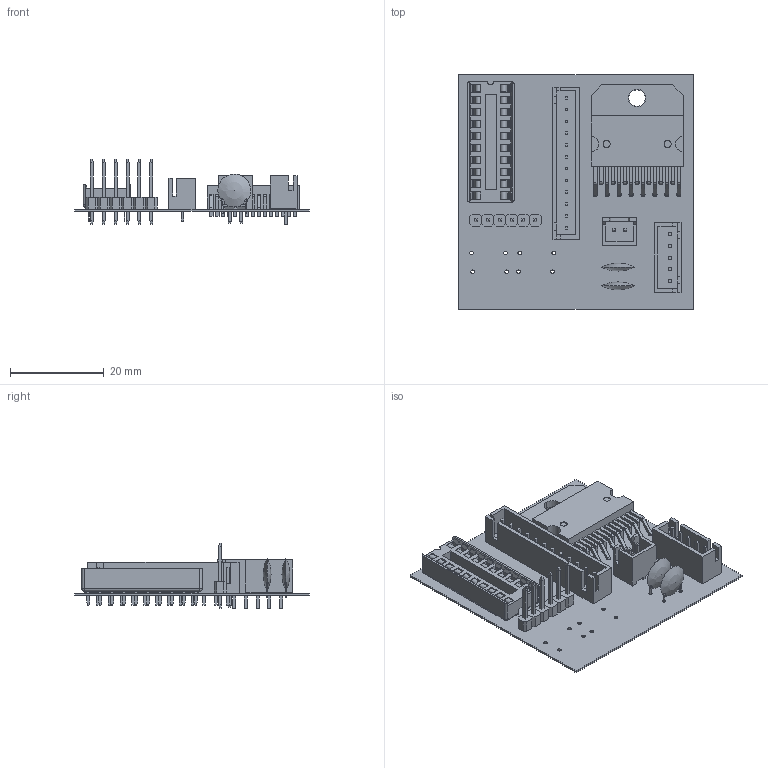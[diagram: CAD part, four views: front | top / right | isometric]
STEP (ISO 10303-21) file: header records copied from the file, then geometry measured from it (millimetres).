
FILE_DESCRIPTION(('Open CASCADE Model'),'2;1');
FILE_NAME('Open CASCADE Shape Model','2023-03-17T22:10:29',('Author'),( 'Open CASCADE'),'Open CASCADE STEP processor 7.5','Open CASCADE 7.5' ,'Unknown');
FILE_SCHEMA(('AUTOMOTIVE_DESIGN { 1 0 10303 214 1 1 1 1 }'));
Length unit declared in the file: millimetre
Products named in the file (18): PCB; Board; Open CASCADE STEP translator 7.5 1.1.1; U1; User Library-Multiwatt15H; J4; DIP300-skt-flat-20; J3; CONN HEADER XH TOP 12POS 2.5MM JST; J2; Header-SIP6; J1; JST-XH - 2Pin v1; CN1; B5B-XH-A; C2; User Library-Ceramic Disc Capacitor 0_2in pitch(1); C1
Assembly tree (18 placements, depth 3):
  PCB
    Board
      Open CASCADE STEP translator 7.5 1.1.1
    U1
      User Library-Multiwatt15H
    J4
      DIP300-skt-flat-20
    J3
      CONN HEADER XH TOP 12POS 2.5MM JST
    J2
      Header-SIP6
    J1
      JST-XH - 2Pin v1
    CN1
      B5B-XH-A
    C2
      User Library-Ceramic Disc Capacitor 0_2in pitch(1)
    C1
      User Library-Ceramic Disc Capacitor 0_2in pitch(1)
Bounding box: 50 x 50 x 13.89 mm (x, y, z)
Volume: 4178.3 mm3; surface area: 11901.3 mm2
Topology: 41 solids, 61 shells, 2130 faces, 4986 edges, 3024 vertices
Faces by surface type: plane 1711, cylinder 352, bspline 59, sphere 8
Full cylindrical faces by diameter (mm): 0.736 x4, 0.784 x8, 0.888 x5, 0.9 x35, 0.99 x12, 1 x6, 1.016 x2, 3.5 x1
Entity records: 72539 total; most frequent: CARTESIAN_POINT 11542, ORIENTED_EDGE 9838, DIRECTION 9685, EDGE_CURVE 4919, LINE 4067, VECTOR 4067, VERTEX_POINT 2984, AXIS2_PLACEMENT_3D 2809
